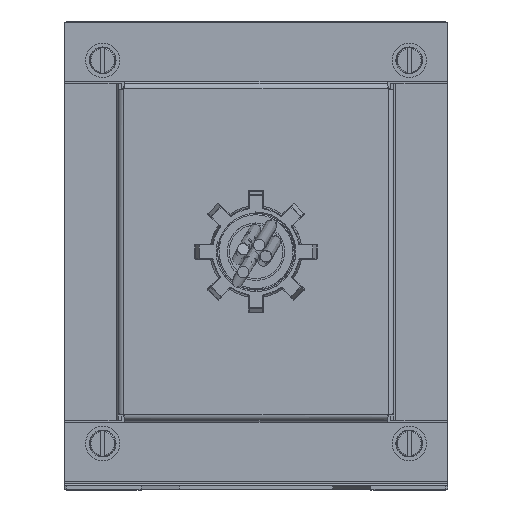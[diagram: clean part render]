
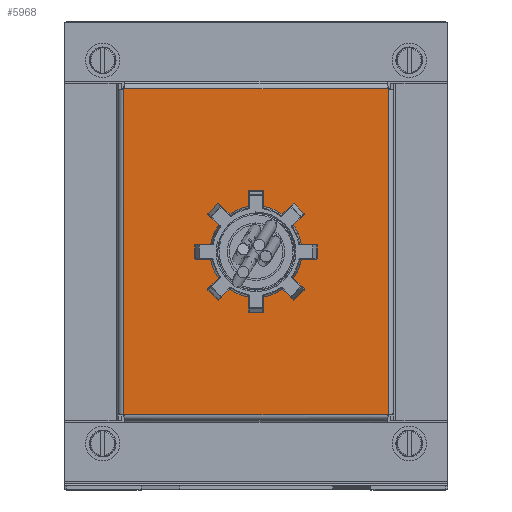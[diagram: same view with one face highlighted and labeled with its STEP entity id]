
A CAD part, top view. The second image highlights one B-rep face of the part: STEP entity #5968.
In plain terms, the highlighted planar face has unit normal (0, 0, 1).
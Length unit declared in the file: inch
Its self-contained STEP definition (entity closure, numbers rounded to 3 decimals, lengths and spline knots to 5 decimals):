
#363 = ORIENTED_EDGE ( 'NONE', *, *, #11250, .T. ) ;
#1543 = AXIS2_PLACEMENT_3D ( 'NONE', #13012, #36694, #7197 ) ;
#2084 = VERTEX_POINT ( 'NONE', #12228 ) ;
#2123 = DIRECTION ( 'NONE',  ( -1., 0., 0. ) ) ;
#3111 = DIRECTION ( 'NONE',  ( 0., 0., 1. ) ) ;
#3802 = CARTESIAN_POINT ( 'NONE',  ( -1.64959, 4.20691, 6.59499 ) ) ;
#4239 = VECTOR ( 'NONE', #11072, 39.37008 ) ;
#5968 = ADVANCED_FACE ( 'NONE', ( #37242, #30853 ), #10681, .F. ) ;
#6619 = VERTEX_POINT ( 'NONE', #3802 ) ;
#7197 = DIRECTION ( 'NONE',  ( -1., 0., 0. ) ) ;
#7529 = CARTESIAN_POINT ( 'NONE',  ( -0.68502, 2.53368, 6.59499 ) ) ;
#8609 = CARTESIAN_POINT ( 'NONE',  ( 0.10238, 2.53368, 6.59499 ) ) ;
#10681 = PLANE ( 'NONE',  #11506 ) ;
#11046 = DIRECTION ( 'NONE',  ( 0., 1., 0. ) ) ;
#11072 = DIRECTION ( 'NONE',  ( 0., -1., 0. ) ) ;
#11250 = EDGE_CURVE ( 'NONE', #36388, #34439, #12680, .T. ) ;
#11450 = CARTESIAN_POINT ( 'NONE',  ( -1.64959, 0.86045, 6.59499 ) ) ;
#11506 = AXIS2_PLACEMENT_3D ( 'NONE', #27709, #36667, #2123 ) ;
#12228 = CARTESIAN_POINT ( 'NONE',  ( 1.06694, 4.20691, 6.59499 ) ) ;
#12514 = CIRCLE ( 'NONE', #19911, 0.3937 ) ;
#12680 = LINE ( 'NONE', #13071, #37427 ) ;
#12861 = LINE ( 'NONE', #27581, #33483 ) ;
#13012 = CARTESIAN_POINT ( 'NONE',  ( -0.29132, 2.53368, 6.59499 ) ) ;
#13071 = CARTESIAN_POINT ( 'NONE',  ( -1.64959, 0.86045, 6.59499 ) ) ;
#13966 = LINE ( 'NONE', #34148, #4239 ) ;
#14736 = CARTESIAN_POINT ( 'NONE',  ( -0.29132, 2.53368, 6.59499 ) ) ;
#18951 = CIRCLE ( 'NONE', #1543, 0.3937 ) ;
#19287 = EDGE_LOOP ( 'NONE', ( #363, #34780, #23386, #20658 ) ) ;
#19800 = EDGE_LOOP ( 'NONE', ( #28101, #31622 ) ) ;
#19909 = LINE ( 'NONE', #37803, #22668 ) ;
#19911 = AXIS2_PLACEMENT_3D ( 'NONE', #14736, #3111, #20890 ) ;
#20658 = ORIENTED_EDGE ( 'NONE', *, *, #28325, .T. ) ;
#20890 = DIRECTION ( 'NONE',  ( -1., 0., 0. ) ) ;
#21860 = EDGE_CURVE ( 'NONE', #38071, #25039, #12514, .T. ) ;
#22668 = VECTOR ( 'NONE', #11046, 39.37008 ) ;
#23386 = ORIENTED_EDGE ( 'NONE', *, *, #34233, .T. ) ;
#25039 = VERTEX_POINT ( 'NONE', #7529 ) ;
#27581 = CARTESIAN_POINT ( 'NONE',  ( 1.06694, 4.20691, 6.59499 ) ) ;
#27709 = CARTESIAN_POINT ( 'NONE',  ( 1.01576, 4.01858, 6.59499 ) ) ;
#28101 = ORIENTED_EDGE ( 'NONE', *, *, #37120, .F. ) ;
#28325 = EDGE_CURVE ( 'NONE', #6619, #36388, #13966, .T. ) ;
#30701 = EDGE_CURVE ( 'NONE', #34439, #2084, #19909, .T. ) ;
#30853 = FACE_BOUND ( 'NONE', #19800, .T. ) ;
#31622 = ORIENTED_EDGE ( 'NONE', *, *, #21860, .F. ) ;
#33483 = VECTOR ( 'NONE', #33832, 39.37008 ) ;
#33658 = DIRECTION ( 'NONE',  ( 1., 0., 0. ) ) ;
#33832 = DIRECTION ( 'NONE',  ( -1., 0., 0. ) ) ;
#34148 = CARTESIAN_POINT ( 'NONE',  ( -1.64959, 4.20691, 6.59499 ) ) ;
#34233 = EDGE_CURVE ( 'NONE', #2084, #6619, #12861, .T. ) ;
#34439 = VERTEX_POINT ( 'NONE', #35710 ) ;
#34780 = ORIENTED_EDGE ( 'NONE', *, *, #30701, .T. ) ;
#35710 = CARTESIAN_POINT ( 'NONE',  ( 1.06694, 0.86045, 6.59499 ) ) ;
#36388 = VERTEX_POINT ( 'NONE', #11450 ) ;
#36667 = DIRECTION ( 'NONE',  ( 0., 0., -1. ) ) ;
#36694 = DIRECTION ( 'NONE',  ( 0., 0., 1. ) ) ;
#37120 = EDGE_CURVE ( 'NONE', #25039, #38071, #18951, .T. ) ;
#37242 = FACE_OUTER_BOUND ( 'NONE', #19287, .T. ) ;
#37427 = VECTOR ( 'NONE', #33658, 39.37008 ) ;
#37803 = CARTESIAN_POINT ( 'NONE',  ( 1.06694, 0.86045, 6.59499 ) ) ;
#38071 = VERTEX_POINT ( 'NONE', #8609 ) ;
